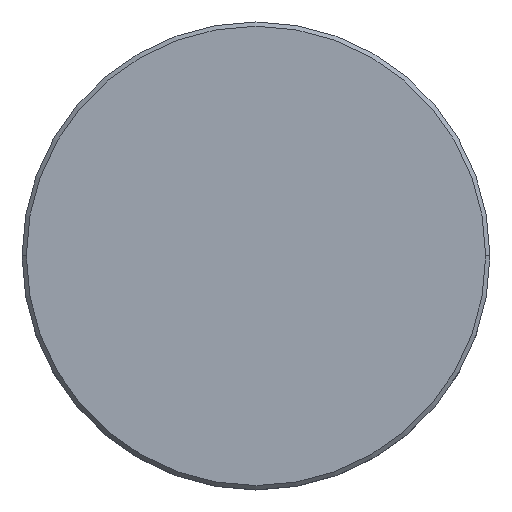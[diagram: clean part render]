
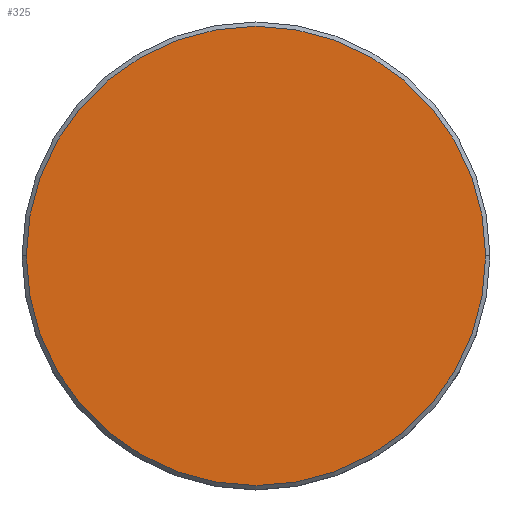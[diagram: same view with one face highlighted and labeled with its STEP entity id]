
A CAD part, top view. The second image highlights one B-rep face of the part: STEP entity #325.
In plain terms, the highlighted planar face has unit normal (0, 0, 1).
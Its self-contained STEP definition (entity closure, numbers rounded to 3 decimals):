
#1 = AXIS2_PLACEMENT_3D ( 'NONE', #437, #162, #337 ) ;
#12 = FACE_OUTER_BOUND ( 'NONE', #483, .T. ) ;
#86 = DIRECTION ( 'NONE',  ( 0., 0., 1. ) ) ;
#95 = EDGE_CURVE ( 'NONE', #273, #359, #238, .T. ) ;
#96 = CARTESIAN_POINT ( 'NONE',  ( 0., 0., 0. ) ) ;
#144 = CARTESIAN_POINT ( 'NONE',  ( 0., 0., 0. ) ) ;
#162 = DIRECTION ( 'NONE',  ( 0., 0., 1. ) ) ;
#187 = CARTESIAN_POINT ( 'NONE',  ( -27., 0., 0. ) ) ;
#213 = PLANE ( 'NONE',  #1 ) ;
#235 = EDGE_CURVE ( 'NONE', #359, #273, #405, .T. ) ;
#238 = CIRCLE ( 'NONE', #467, 27. ) ;
#246 = DIRECTION ( 'NONE',  ( 1., 0., 0. ) ) ;
#273 = VERTEX_POINT ( 'NONE', #187 ) ;
#278 = AXIS2_PLACEMENT_3D ( 'NONE', #144, #86, #246 ) ;
#325 = ADVANCED_FACE ( 'NONE', ( #12 ), #213, .T. ) ;
#337 = DIRECTION ( 'NONE',  ( 1., 0., 0. ) ) ;
#359 = VERTEX_POINT ( 'NONE', #598 ) ;
#405 = CIRCLE ( 'NONE', #278, 27. ) ;
#437 = CARTESIAN_POINT ( 'NONE',  ( 0., 0., 0. ) ) ;
#440 = ORIENTED_EDGE ( 'NONE', *, *, #235, .T. ) ;
#467 = AXIS2_PLACEMENT_3D ( 'NONE', #96, #475, #564 ) ;
#475 = DIRECTION ( 'NONE',  ( 0., 0., 1. ) ) ;
#483 = EDGE_LOOP ( 'NONE', ( #586, #440 ) ) ;
#564 = DIRECTION ( 'NONE',  ( 1., 0., 0. ) ) ;
#586 = ORIENTED_EDGE ( 'NONE', *, *, #95, .T. ) ;
#598 = CARTESIAN_POINT ( 'NONE',  ( 27., 0., 0. ) ) ;
